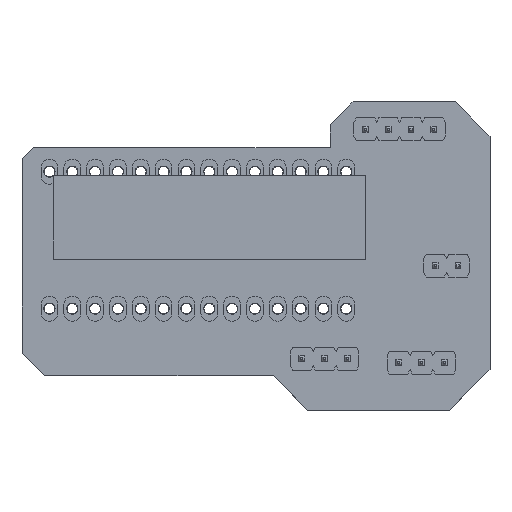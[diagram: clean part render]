
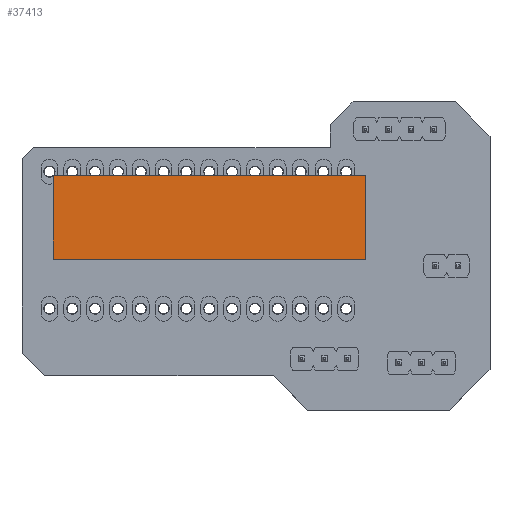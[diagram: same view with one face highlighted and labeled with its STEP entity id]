
A CAD part, top view. The second image highlights one B-rep face of the part: STEP entity #37413.
In plain terms, the highlighted planar face has unit normal (0, 0, 1).
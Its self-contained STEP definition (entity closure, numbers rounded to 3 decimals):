
#2566=PLANE('',#41661);
#4664=FACE_OUTER_BOUND('',#7420,.T.);
#7420=EDGE_LOOP('',(#34402,#34403,#34404,#34405));
#10706=LINE('',#63395,#13998);
#10707=LINE('',#63397,#13999);
#10708=LINE('',#63399,#14000);
#10709=LINE('',#63400,#14001);
#13998=VECTOR('',#52783,10.);
#13999=VECTOR('',#52784,10.);
#14000=VECTOR('',#52785,10.);
#14001=VECTOR('',#52786,10.);
#19172=VERTEX_POINT('',#63393);
#19173=VERTEX_POINT('',#63394);
#19174=VERTEX_POINT('',#63396);
#19175=VERTEX_POINT('',#63398);
#24250=EDGE_CURVE('',#19172,#19173,#10706,.T.);
#24251=EDGE_CURVE('',#19173,#19174,#10707,.T.);
#24252=EDGE_CURVE('',#19174,#19175,#10708,.T.);
#24253=EDGE_CURVE('',#19175,#19172,#10709,.T.);
#34402=ORIENTED_EDGE('',*,*,#24250,.T.);
#34403=ORIENTED_EDGE('',*,*,#24251,.T.);
#34404=ORIENTED_EDGE('',*,*,#24252,.T.);
#34405=ORIENTED_EDGE('',*,*,#24253,.T.);
#37413=ADVANCED_FACE('',(#4664),#2566,.T.);
#41661=AXIS2_PLACEMENT_3D('',#63392,#52781,#52782);
#52781=DIRECTION('center_axis',(0.,0.,1.));
#52782=DIRECTION('ref_axis',(1.,0.,0.));
#52783=DIRECTION('',(0.,1.,0.));
#52784=DIRECTION('',(-1.,0.,0.));
#52785=DIRECTION('',(0.,-1.,0.));
#52786=DIRECTION('',(1.,0.,0.));
#63392=CARTESIAN_POINT('Origin',(0.,0.,1.));
#63393=CARTESIAN_POINT('',(17.361,-4.66,1.));
#63394=CARTESIAN_POINT('',(17.361,4.66,1.));
#63395=CARTESIAN_POINT('',(17.361,0.,1.));
#63396=CARTESIAN_POINT('',(-17.361,4.66,1.));
#63397=CARTESIAN_POINT('',(0.,4.66,1.));
#63398=CARTESIAN_POINT('',(-17.361,-4.66,1.));
#63399=CARTESIAN_POINT('',(-17.361,0.,1.));
#63400=CARTESIAN_POINT('',(0.,-4.66,1.));
